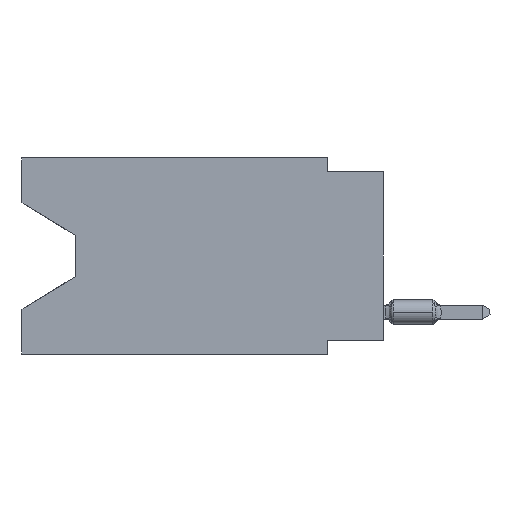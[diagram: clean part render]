
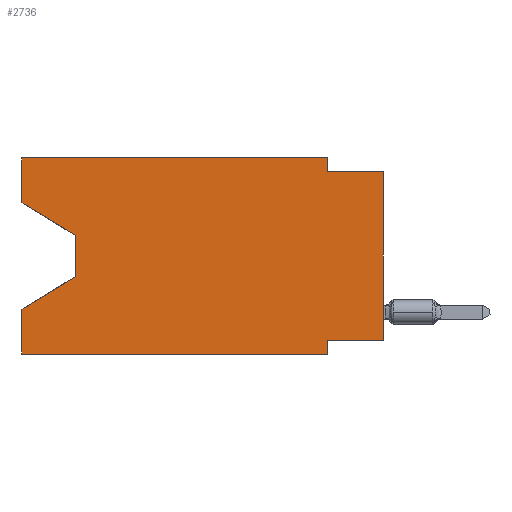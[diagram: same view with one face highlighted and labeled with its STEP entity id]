
A CAD part, left-side view. The second image highlights one B-rep face of the part: STEP entity #2736.
In plain terms, the highlighted planar face has unit normal (-1, 0, 0).
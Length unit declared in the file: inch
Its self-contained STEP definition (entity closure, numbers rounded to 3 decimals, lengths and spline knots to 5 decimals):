
#227 = CARTESIAN_POINT ( 'NONE',  ( 0., 0.1, 0. ) ) ;
#285 = DIRECTION ( 'NONE',  ( 0., 1., 0. ) ) ;
#448 = VERTEX_POINT ( 'NONE', #8371 ) ;
#535 = LINE ( 'NONE', #6855, #14766 ) ;
#780 = VERTEX_POINT ( 'NONE', #227 ) ;
#864 = VERTEX_POINT ( 'NONE', #8575 ) ;
#1369 = EDGE_CURVE ( 'NONE', #780, #6044, #7317, .T. ) ;
#1768 = VERTEX_POINT ( 'NONE', #11346 ) ;
#1817 = CARTESIAN_POINT ( 'NONE',  ( 0., 0.645, -0.08025 ) ) ;
#2071 = ORIENTED_EDGE ( 'NONE', *, *, #12839, .T. ) ;
#2147 = DIRECTION ( 'NONE',  ( 0., 0., 1. ) ) ;
#2237 = ORIENTED_EDGE ( 'NONE', *, *, #13277, .F. ) ;
#2487 = CARTESIAN_POINT ( 'NONE',  ( 0., 0.645, 0. ) ) ;
#2736 = ADVANCED_FACE ( 'NONE', ( #9871 ), #16239, .F. ) ;
#3392 = EDGE_CURVE ( 'NONE', #7731, #7663, #535, .T. ) ;
#3405 = DIRECTION ( 'NONE',  ( 0., 0., 1. ) ) ;
#3696 = VERTEX_POINT ( 'NONE', #7426 ) ;
#4218 = DIRECTION ( 'NONE',  ( 0., 0., -1. ) ) ;
#4340 = CARTESIAN_POINT ( 'NONE',  ( 0., 0.1, -0.025 ) ) ;
#4635 = DIRECTION ( 'NONE',  ( 1., 0., 0. ) ) ;
#4670 = CARTESIAN_POINT ( 'NONE',  ( 0., 0.645, -0.35 ) ) ;
#4830 = CARTESIAN_POINT ( 'NONE',  ( 0., 0.645, -0.08025 ) ) ;
#4904 = CARTESIAN_POINT ( 'NONE',  ( 0., 0.55, -0.138 ) ) ;
#4964 = LINE ( 'NONE', #12347, #14249 ) ;
#5013 = VERTEX_POINT ( 'NONE', #4904 ) ;
#5249 = ORIENTED_EDGE ( 'NONE', *, *, #14680, .T. ) ;
#5304 = VERTEX_POINT ( 'NONE', #5813 ) ;
#5310 = EDGE_CURVE ( 'NONE', #7701, #5013, #9616, .T. ) ;
#5336 = LINE ( 'NONE', #9397, #12686 ) ;
#5708 = VECTOR ( 'NONE', #12608, 39.37008 ) ;
#5813 = CARTESIAN_POINT ( 'NONE',  ( 0., 0.645, 0. ) ) ;
#5855 = ORIENTED_EDGE ( 'NONE', *, *, #9280, .F. ) ;
#5993 = LINE ( 'NONE', #9714, #7629 ) ;
#6044 = VERTEX_POINT ( 'NONE', #4340 ) ;
#6229 = EDGE_CURVE ( 'NONE', #9954, #1768, #14689, .T. ) ;
#6752 = LINE ( 'NONE', #14600, #16084 ) ;
#6831 = ORIENTED_EDGE ( 'NONE', *, *, #11270, .F. ) ;
#6855 = CARTESIAN_POINT ( 'NONE',  ( 0., 0., -0.325 ) ) ;
#6889 = CARTESIAN_POINT ( 'NONE',  ( 0., 0.55, -0.138 ) ) ;
#7288 = CARTESIAN_POINT ( 'NONE',  ( 0., 0.645, -0.35 ) ) ;
#7317 = LINE ( 'NONE', #7476, #15502 ) ;
#7323 = EDGE_LOOP ( 'NONE', ( #11854, #11735, #2071, #8008, #15835, #14707, #16034, #5249, #5855, #13051, #2237, #6831 ) ) ;
#7326 = CARTESIAN_POINT ( 'NONE',  ( 0., 0.1, -0.325 ) ) ;
#7426 = CARTESIAN_POINT ( 'NONE',  ( 0., 0.55, -0.212 ) ) ;
#7476 = CARTESIAN_POINT ( 'NONE',  ( 0., 0.1, 0. ) ) ;
#7629 = VECTOR ( 'NONE', #3405, 39.37008 ) ;
#7663 = VERTEX_POINT ( 'NONE', #7326 ) ;
#7701 = VERTEX_POINT ( 'NONE', #4830 ) ;
#7725 = VECTOR ( 'NONE', #9742, 39.37008 ) ;
#7731 = VERTEX_POINT ( 'NONE', #13353 ) ;
#7963 = LINE ( 'NONE', #6889, #8425 ) ;
#8008 = ORIENTED_EDGE ( 'NONE', *, *, #12259, .F. ) ;
#8371 = CARTESIAN_POINT ( 'NONE',  ( 0., 0.645, -0.26975 ) ) ;
#8425 = VECTOR ( 'NONE', #4218, 39.37008 ) ;
#8575 = CARTESIAN_POINT ( 'NONE',  ( 0., 0., -0.025 ) ) ;
#9280 = EDGE_CURVE ( 'NONE', #6044, #864, #12478, .T. ) ;
#9397 = CARTESIAN_POINT ( 'NONE',  ( 0., 0.55, -0.212 ) ) ;
#9490 = DIRECTION ( 'NONE',  ( 0., 0., -1. ) ) ;
#9514 = EDGE_CURVE ( 'NONE', #7663, #1768, #6752, .T. ) ;
#9616 = LINE ( 'NONE', #1817, #14294 ) ;
#9714 = CARTESIAN_POINT ( 'NONE',  ( 0., 0.645, 0. ) ) ;
#9742 = DIRECTION ( 'NONE',  ( 0., -1., 0. ) ) ;
#9793 = CARTESIAN_POINT ( 'NONE',  ( 0., 0.645, 0. ) ) ;
#9871 = FACE_OUTER_BOUND ( 'NONE', #7323, .T. ) ;
#9954 = VERTEX_POINT ( 'NONE', #7288 ) ;
#11270 = EDGE_CURVE ( 'NONE', #7701, #5304, #5993, .T. ) ;
#11346 = CARTESIAN_POINT ( 'NONE',  ( 0., 0.1, -0.35 ) ) ;
#11517 = EDGE_CURVE ( 'NONE', #5013, #3696, #7963, .T. ) ;
#11735 = ORIENTED_EDGE ( 'NONE', *, *, #11517, .T. ) ;
#11854 = ORIENTED_EDGE ( 'NONE', *, *, #5310, .T. ) ;
#12019 = LINE ( 'NONE', #13506, #15408 ) ;
#12259 = EDGE_CURVE ( 'NONE', #9954, #448, #4964, .T. ) ;
#12347 = CARTESIAN_POINT ( 'NONE',  ( 0., 0.645, 0. ) ) ;
#12478 = LINE ( 'NONE', #16280, #13425 ) ;
#12528 = DIRECTION ( 'NONE',  ( 0., 0., -1. ) ) ;
#12608 = DIRECTION ( 'NONE',  ( 0., -1., 0. ) ) ;
#12686 = VECTOR ( 'NONE', #13110, 39.37008 ) ;
#12839 = EDGE_CURVE ( 'NONE', #3696, #448, #5336, .T. ) ;
#13051 = ORIENTED_EDGE ( 'NONE', *, *, #1369, .F. ) ;
#13110 = DIRECTION ( 'NONE',  ( 0., 0.855, -0.519 ) ) ;
#13277 = EDGE_CURVE ( 'NONE', #5304, #780, #13843, .T. ) ;
#13353 = CARTESIAN_POINT ( 'NONE',  ( 0., 0., -0.325 ) ) ;
#13425 = VECTOR ( 'NONE', #15035, 39.37008 ) ;
#13506 = CARTESIAN_POINT ( 'NONE',  ( 0., 0., 0. ) ) ;
#13843 = LINE ( 'NONE', #2487, #5708 ) ;
#14249 = VECTOR ( 'NONE', #16233, 39.37008 ) ;
#14294 = VECTOR ( 'NONE', #14649, 39.37008 ) ;
#14600 = CARTESIAN_POINT ( 'NONE',  ( 0., 0.1, -0.35 ) ) ;
#14649 = DIRECTION ( 'NONE',  ( 0., -0.855, -0.519 ) ) ;
#14680 = EDGE_CURVE ( 'NONE', #7731, #864, #12019, .T. ) ;
#14689 = LINE ( 'NONE', #4670, #7725 ) ;
#14707 = ORIENTED_EDGE ( 'NONE', *, *, #9514, .F. ) ;
#14750 = AXIS2_PLACEMENT_3D ( 'NONE', #9793, #4635, #14825 ) ;
#14766 = VECTOR ( 'NONE', #285, 39.37008 ) ;
#14825 = DIRECTION ( 'NONE',  ( 0., 0., -1. ) ) ;
#15035 = DIRECTION ( 'NONE',  ( 0., -1., 0. ) ) ;
#15408 = VECTOR ( 'NONE', #2147, 39.37008 ) ;
#15502 = VECTOR ( 'NONE', #12528, 39.37008 ) ;
#15835 = ORIENTED_EDGE ( 'NONE', *, *, #6229, .T. ) ;
#16034 = ORIENTED_EDGE ( 'NONE', *, *, #3392, .F. ) ;
#16084 = VECTOR ( 'NONE', #9490, 39.37008 ) ;
#16233 = DIRECTION ( 'NONE',  ( 0., 0., 1. ) ) ;
#16239 = PLANE ( 'NONE',  #14750 ) ;
#16280 = CARTESIAN_POINT ( 'NONE',  ( 0., 0., -0.025 ) ) ;
